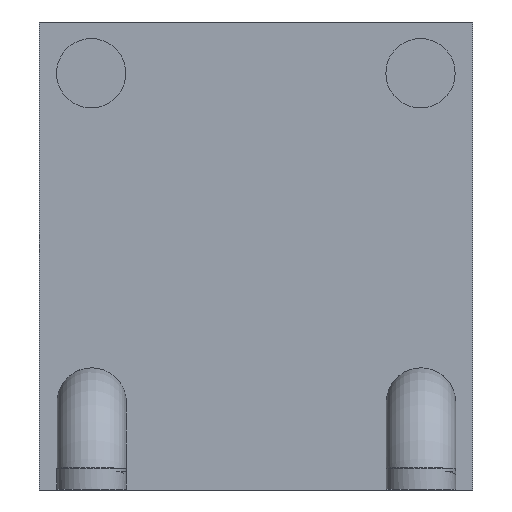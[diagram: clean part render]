
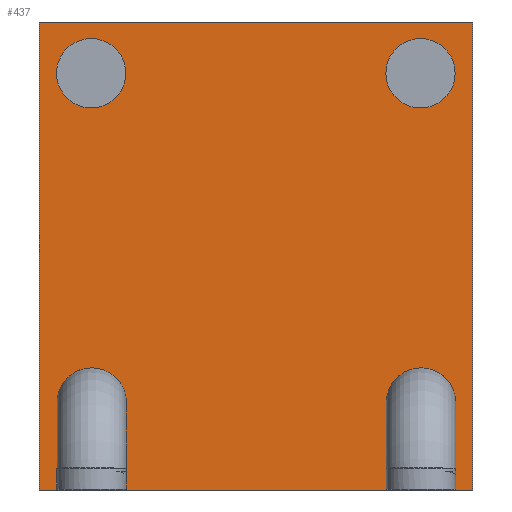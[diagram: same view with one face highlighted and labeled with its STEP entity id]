
A CAD part, front view. The second image highlights one B-rep face of the part: STEP entity #437.
In plain terms, the highlighted planar face has unit normal (0, -1, 0).
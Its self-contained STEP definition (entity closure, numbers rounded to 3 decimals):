
#67=PLANE('',#497);
#89=FACE_OUTER_BOUND('',#117,.T.);
#117=EDGE_LOOP('',(#361,#362,#363,#364));
#132=LINE('',#820,#150);
#136=LINE('',#828,#154);
#139=LINE('',#834,#157);
#142=LINE('',#839,#160);
#150=VECTOR('',#580,10.);
#154=VECTOR('',#586,10.);
#157=VECTOR('',#591,10.);
#160=VECTOR('',#596,10.);
#203=VERTEX_POINT('',#818);
#204=VERTEX_POINT('',#819);
#207=VERTEX_POINT('',#827);
#209=VERTEX_POINT('',#833);
#254=EDGE_CURVE('',#203,#204,#132,.T.);
#258=EDGE_CURVE('',#207,#203,#136,.T.);
#261=EDGE_CURVE('',#209,#207,#139,.T.);
#264=EDGE_CURVE('',#204,#209,#142,.T.);
#361=ORIENTED_EDGE('',*,*,#264,.F.);
#362=ORIENTED_EDGE('',*,*,#254,.F.);
#363=ORIENTED_EDGE('',*,*,#258,.F.);
#364=ORIENTED_EDGE('',*,*,#261,.F.);
#437=ADVANCED_FACE('',(#89),#67,.F.);
#497=AXIS2_PLACEMENT_3D('',#842,#600,#601);
#580=DIRECTION('',(1.,0.,0.));
#586=DIRECTION('',(0.,0.,1.));
#591=DIRECTION('',(-1.,0.,0.));
#596=DIRECTION('',(0.,0.,-1.));
#600=DIRECTION('center_axis',(0.,1.,0.));
#601=DIRECTION('ref_axis',(1.,0.,0.));
#818=CARTESIAN_POINT('',(-3.,0.,12.755));
#819=CARTESIAN_POINT('',(22.,0.,12.755));
#820=CARTESIAN_POINT('',(-3.,0.,12.755));
#827=CARTESIAN_POINT('',(-3.,0.,-14.245));
#828=CARTESIAN_POINT('',(-3.,0.,-14.245));
#833=CARTESIAN_POINT('',(22.,0.,-14.245));
#834=CARTESIAN_POINT('',(22.,0.,-14.245));
#839=CARTESIAN_POINT('',(22.,0.,12.755));
#842=CARTESIAN_POINT('Origin',(9.5,0.,-0.745));
